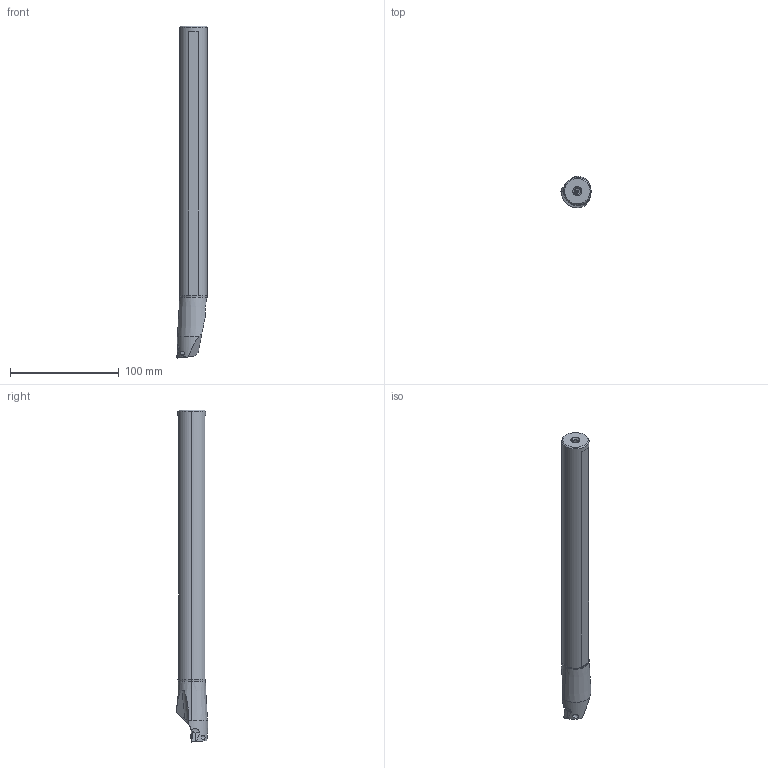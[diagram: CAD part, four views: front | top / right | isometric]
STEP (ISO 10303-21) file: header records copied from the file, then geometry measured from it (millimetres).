
FILE_DESCRIPTION(/* description */ (''),/* implementation_level */ '2;1');
FILE_NAME(/* name */ 'S-FSCLPR-163-C_IR0_016.stp',/* time_stamp */ '2023-02-09T11:13:45+09:00',/* author */ (''),/* organization */ (''),/* preprocessor_version */ 'ST-DEVELOPER v16',/* originating_system */ 'SIEMENS PLM Software NX 10.0',/* authorisation */ '');
FILE_SCHEMA (('AUTOMOTIVE_DESIGN { 1 0 10303 214 3 1 1 1 }'));
Length unit declared in the file: millimetre
Products named in the file (1): S-FSCLPR-163-C_IR0_016_ASM
Bounding box: 27.9 x 28.73 x 304.8 mm (x, y, z)
Volume: 136968.3 mm3; surface area: 30281.6 mm2
Topology: 2 solids, 2 shells, 122 faces, 349 edges, 234 vertices
Faces by surface type: plane 42, cylinder 40, cone 23, torus 12, sphere 5
Entity records: 4615 total; most frequent: CARTESIAN_POINT 1394, ORIENTED_EDGE 664, DIRECTION 651, EDGE_CURVE 332, AXIS2_PLACEMENT_3D 262, VERTEX_POINT 217, EDGE_LOOP 129, LINE 127
